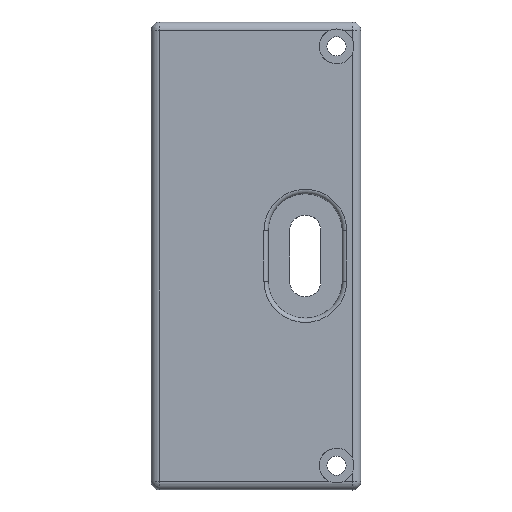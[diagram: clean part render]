
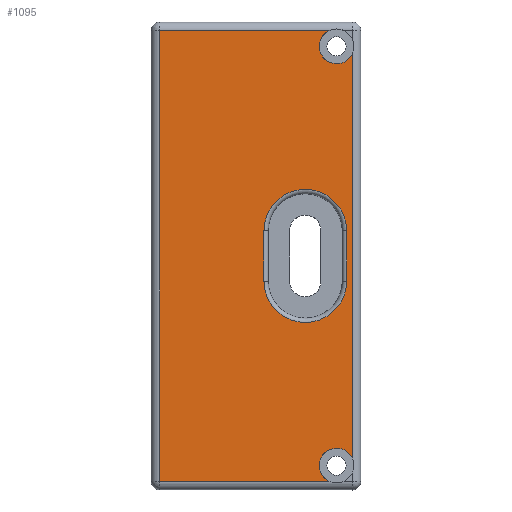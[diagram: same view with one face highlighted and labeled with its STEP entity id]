
A CAD part, top view. The second image highlights one B-rep face of the part: STEP entity #1095.
In plain terms, the highlighted planar face has unit normal (0, 0, 1).
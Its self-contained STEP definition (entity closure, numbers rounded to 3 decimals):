
#23=FACE_BOUND('',#142,.T.);
#32=PLANE('',#1192);
#76=FACE_OUTER_BOUND('',#141,.T.);
#141=EDGE_LOOP('',(#765,#766,#767,#768,#769,#770,#771,#772));
#142=EDGE_LOOP('',(#773,#774,#775,#776));
#209=LINE('',#1642,#318);
#210=LINE('',#1653,#319);
#216=LINE('',#1671,#325);
#217=LINE('',#1677,#326);
#218=LINE('',#1683,#327);
#219=LINE('',#1684,#328);
#318=VECTOR('',#1301,10.);
#319=VECTOR('',#1314,10.);
#325=VECTOR('',#1334,10.);
#326=VECTOR('',#1339,10.);
#327=VECTOR('',#1344,10.);
#328=VECTOR('',#1345,10.);
#429=CIRCLE('',#1182,4.75);
#432=CIRCLE('',#1187,4.75);
#435=CIRCLE('',#1193,2.);
#436=CIRCLE('',#1194,2.);
#437=CIRCLE('',#1195,2.);
#438=CIRCLE('',#1196,2.);
#476=VERTEX_POINT('',#1635);
#479=VERTEX_POINT('',#1640);
#481=VERTEX_POINT('',#1645);
#483=VERTEX_POINT('',#1651);
#487=VERTEX_POINT('',#1669);
#488=VERTEX_POINT('',#1670);
#489=VERTEX_POINT('',#1672);
#490=VERTEX_POINT('',#1674);
#491=VERTEX_POINT('',#1676);
#492=VERTEX_POINT('',#1678);
#493=VERTEX_POINT('',#1680);
#494=VERTEX_POINT('',#1682);
#581=EDGE_CURVE('',#479,#476,#209,.T.);
#583=EDGE_CURVE('',#481,#479,#429,.T.);
#586=EDGE_CURVE('',#483,#481,#210,.T.);
#588=EDGE_CURVE('',#476,#483,#432,.T.);
#595=EDGE_CURVE('',#487,#488,#216,.T.);
#596=EDGE_CURVE('',#487,#489,#435,.T.);
#597=EDGE_CURVE('',#489,#490,#436,.T.);
#598=EDGE_CURVE('',#491,#490,#217,.T.);
#599=EDGE_CURVE('',#491,#492,#437,.T.);
#600=EDGE_CURVE('',#492,#493,#438,.T.);
#601=EDGE_CURVE('',#494,#493,#218,.T.);
#602=EDGE_CURVE('',#488,#494,#219,.T.);
#765=ORIENTED_EDGE('',*,*,#595,.F.);
#766=ORIENTED_EDGE('',*,*,#596,.T.);
#767=ORIENTED_EDGE('',*,*,#597,.T.);
#768=ORIENTED_EDGE('',*,*,#598,.F.);
#769=ORIENTED_EDGE('',*,*,#599,.T.);
#770=ORIENTED_EDGE('',*,*,#600,.T.);
#771=ORIENTED_EDGE('',*,*,#601,.F.);
#772=ORIENTED_EDGE('',*,*,#602,.F.);
#773=ORIENTED_EDGE('',*,*,#581,.F.);
#774=ORIENTED_EDGE('',*,*,#583,.F.);
#775=ORIENTED_EDGE('',*,*,#586,.F.);
#776=ORIENTED_EDGE('',*,*,#588,.F.);
#1095=ADVANCED_FACE('',(#76,#23),#32,.T.);
#1182=AXIS2_PLACEMENT_3D('',#1647,#1306,#1307);
#1187=AXIS2_PLACEMENT_3D('',#1656,#1318,#1319);
#1192=AXIS2_PLACEMENT_3D('',#1668,#1332,#1333);
#1193=AXIS2_PLACEMENT_3D('',#1673,#1335,#1336);
#1194=AXIS2_PLACEMENT_3D('',#1675,#1337,#1338);
#1195=AXIS2_PLACEMENT_3D('',#1679,#1340,#1341);
#1196=AXIS2_PLACEMENT_3D('',#1681,#1342,#1343);
#1301=DIRECTION('',(0.,-1.,0.));
#1306=DIRECTION('center_axis',(0.,0.,1.));
#1307=DIRECTION('ref_axis',(0.,1.,0.));
#1314=DIRECTION('',(0.,1.,0.));
#1318=DIRECTION('center_axis',(0.,0.,1.));
#1319=DIRECTION('ref_axis',(0.,-1.,0.));
#1332=DIRECTION('center_axis',(0.,0.,1.));
#1333=DIRECTION('ref_axis',(1.,0.,0.));
#1334=DIRECTION('',(-1.,0.,0.));
#1335=DIRECTION('center_axis',(0.,0.,-1.));
#1336=DIRECTION('ref_axis',(1.,0.,0.));
#1337=DIRECTION('center_axis',(0.,0.,-1.));
#1338=DIRECTION('ref_axis',(1.,0.,0.));
#1339=DIRECTION('',(0.,-1.,0.));
#1340=DIRECTION('center_axis',(0.,0.,-1.));
#1341=DIRECTION('ref_axis',(1.,0.,0.));
#1342=DIRECTION('center_axis',(0.,0.,-1.));
#1343=DIRECTION('ref_axis',(1.,0.,0.));
#1344=DIRECTION('',(1.,0.,0.));
#1345=DIRECTION('',(0.,1.,0.));
#1635=CARTESIAN_POINT('',(0.913,-2.9,4.5));
#1640=CARTESIAN_POINT('',(0.913,2.9,4.5));
#1642=CARTESIAN_POINT('',(0.913,-1.45,4.5));
#1645=CARTESIAN_POINT('',(10.413,2.9,4.5));
#1647=CARTESIAN_POINT('Origin',(5.663,2.9,4.5));
#1651=CARTESIAN_POINT('',(10.413,-2.9,4.5));
#1653=CARTESIAN_POINT('',(10.413,1.45,4.5));
#1656=CARTESIAN_POINT('Origin',(5.663,-2.9,4.5));
#1668=CARTESIAN_POINT('Origin',(0.,0.,4.5));
#1669=CARTESIAN_POINT('',(8.391,-25.9,4.5));
#1670=CARTESIAN_POINT('',(-11.063,-25.9,4.5));
#1671=CARTESIAN_POINT('',(-6.031,-25.9,4.5));
#1672=CARTESIAN_POINT('',(7.263,-24.1,4.5));
#1673=CARTESIAN_POINT('Origin',(9.263,-24.1,4.5));
#1674=CARTESIAN_POINT('',(11.063,-23.228,4.5));
#1675=CARTESIAN_POINT('Origin',(9.263,-24.1,4.5));
#1676=CARTESIAN_POINT('',(11.063,23.228,4.5));
#1677=CARTESIAN_POINT('',(11.063,-13.45,4.5));
#1678=CARTESIAN_POINT('',(7.263,24.1,4.5));
#1679=CARTESIAN_POINT('Origin',(9.263,24.1,4.5));
#1680=CARTESIAN_POINT('',(8.391,25.9,4.5));
#1681=CARTESIAN_POINT('Origin',(9.263,24.1,4.5));
#1682=CARTESIAN_POINT('',(-11.063,25.9,4.5));
#1683=CARTESIAN_POINT('',(6.031,25.9,4.5));
#1684=CARTESIAN_POINT('',(-11.063,13.45,4.5));
